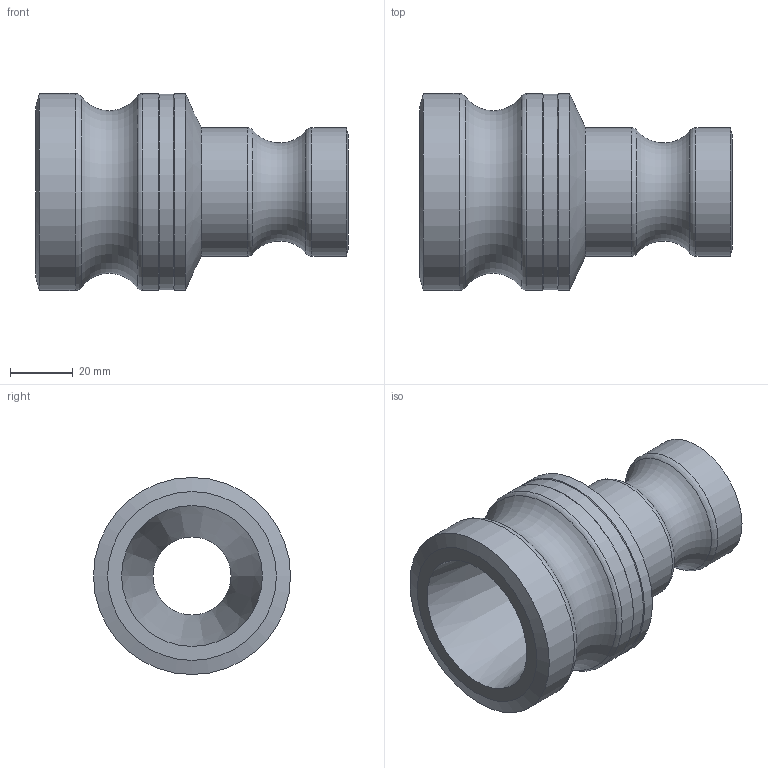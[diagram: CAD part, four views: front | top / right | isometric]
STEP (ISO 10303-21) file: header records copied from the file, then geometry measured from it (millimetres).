
FILE_DESCRIPTION(/* description */ ('SYSTEMREDUZIERSTECKER'),/* implementation_level */ '2;1');
FILE_NAME(/* name */ 'vr_50_n_x25.stp',/* time_stamp */ '2020-04-21T09:14:45+02:00',/* author */ ('ertl'),/* organization */ (''),/* preprocessor_version */ 'ST-DEVELOPER v17',/* originating_system */ 'Autodesk Inventor 2018',/* authorisation */ '123373,91 mm^3');
FILE_SCHEMA (('AUTOMOTIVE_DESIGN { 1 0 10303 214 3 1 1 }'));
Length unit declared in the file: millimetre
Products named in the file (1): 20051218B0000010-AA
Bounding box: 100 x 63 x 63 mm (x, y, z)
Volume: 123152.8 mm3; surface area: 29456.8 mm2
Topology: 1 solids, 1 shells, 22 faces, 67 edges, 47 vertices
Faces by surface type: cone 7, cylinder 7, torus 6, plane 2
Full cylindrical faces by diameter (mm): 25 x1, 41 x2, 62.5 x1, 63 x3
Entity records: 872 total; most frequent: DIRECTION 166, CARTESIAN_POINT 137, ORIENTED_EDGE 134, AXIS2_PLACEMENT_3D 76, EDGE_CURVE 67, CIRCLE 53, VERTEX_POINT 47, EDGE_LOOP 24
